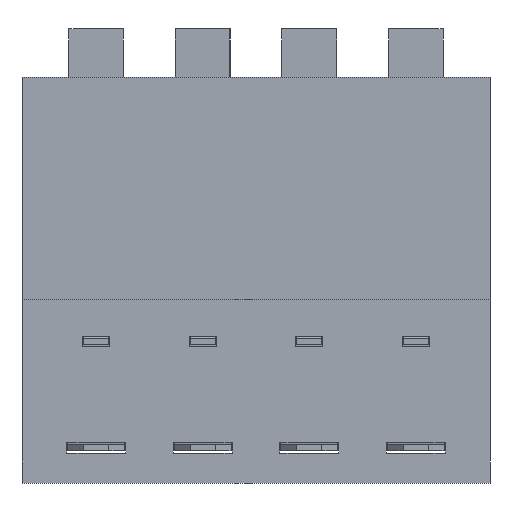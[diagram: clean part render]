
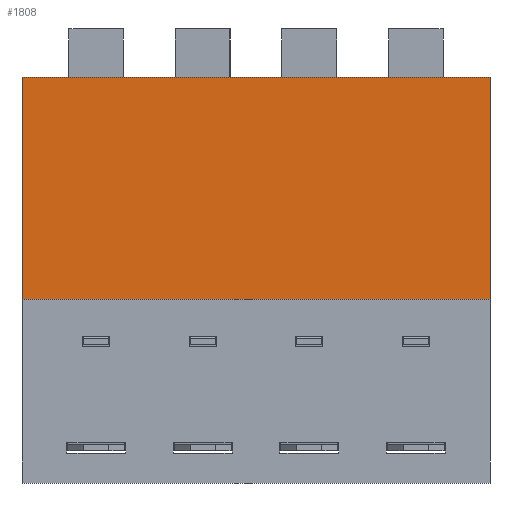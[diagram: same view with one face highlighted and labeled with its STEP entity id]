
A CAD part, front view. The second image highlights one B-rep face of the part: STEP entity #1808.
In plain terms, the highlighted planar face has unit normal (0, -1, 0).
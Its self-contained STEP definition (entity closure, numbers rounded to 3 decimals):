
#1808 = ADVANCED_FACE( '', ( #3524 ), #3525, .F. );
#3524 = FACE_OUTER_BOUND( '', #5182, .T. );
#3525 = PLANE( '', #5183 );
#5182 = EDGE_LOOP( '', ( #10409, #10410, #10411, #10412 ) );
#5183 = AXIS2_PLACEMENT_3D( '', #10413, #10414, #10415 );
#10409 = ORIENTED_EDGE( '', *, *, #10548, .T. );
#10410 = ORIENTED_EDGE( '', *, *, #12290, .T. );
#10411 = ORIENTED_EDGE( '', *, *, #11382, .F. );
#10412 = ORIENTED_EDGE( '', *, *, #12221, .F. );
#10413 = CARTESIAN_POINT( '', ( -5.58, -4.95, 5.7 ) );
#10414 = DIRECTION( '', ( 0., 1., 0. ) );
#10415 = DIRECTION( '', ( -1., 0., 0. ) );
#10548 = EDGE_CURVE( '', #12656, #12654, #12657, .T. );
#11382 = EDGE_CURVE( '', #14050, #14051, #14052, .T. );
#12221 = EDGE_CURVE( '', #12656, #14050, #15185, .T. );
#12290 = EDGE_CURVE( '', #12654, #14051, #15262, .T. );
#12654 = VERTEX_POINT( '', #15740 );
#12656 = VERTEX_POINT( '', #15743 );
#12657 = LINE( '', #15744, #15745 );
#14050 = VERTEX_POINT( '', #18036 );
#14051 = VERTEX_POINT( '', #18037 );
#14052 = LINE( '', #18038, #18039 );
#15185 = LINE( '', #19855, #19856 );
#15262 = LINE( '', #19995, #19996 );
#15740 = CARTESIAN_POINT( '', ( -5.58, -4.95, 0.4 ) );
#15743 = CARTESIAN_POINT( '', ( -5.58, -4.95, 5.7 ) );
#15744 = CARTESIAN_POINT( '', ( -5.58, -4.95, 5.7 ) );
#15745 = VECTOR( '', #20292, 1000. );
#18036 = CARTESIAN_POINT( '', ( 5.58, -4.95, 5.7 ) );
#18037 = CARTESIAN_POINT( '', ( 5.58, -4.95, 0.4 ) );
#18038 = CARTESIAN_POINT( '', ( 5.58, -4.95, 5.7 ) );
#18039 = VECTOR( '', #20943, 1000. );
#19855 = CARTESIAN_POINT( '', ( -5.58, -4.95, 5.7 ) );
#19856 = VECTOR( '', #21520, 1000. );
#19995 = CARTESIAN_POINT( '', ( -5.58, -4.95, 0.4 ) );
#19996 = VECTOR( '', #21550, 1000. );
#20292 = DIRECTION( '', ( 0., 0., -1. ) );
#20943 = DIRECTION( '', ( 0., 0., -1. ) );
#21520 = DIRECTION( '', ( 1., 0., 0. ) );
#21550 = DIRECTION( '', ( 1., 0., 0. ) );
